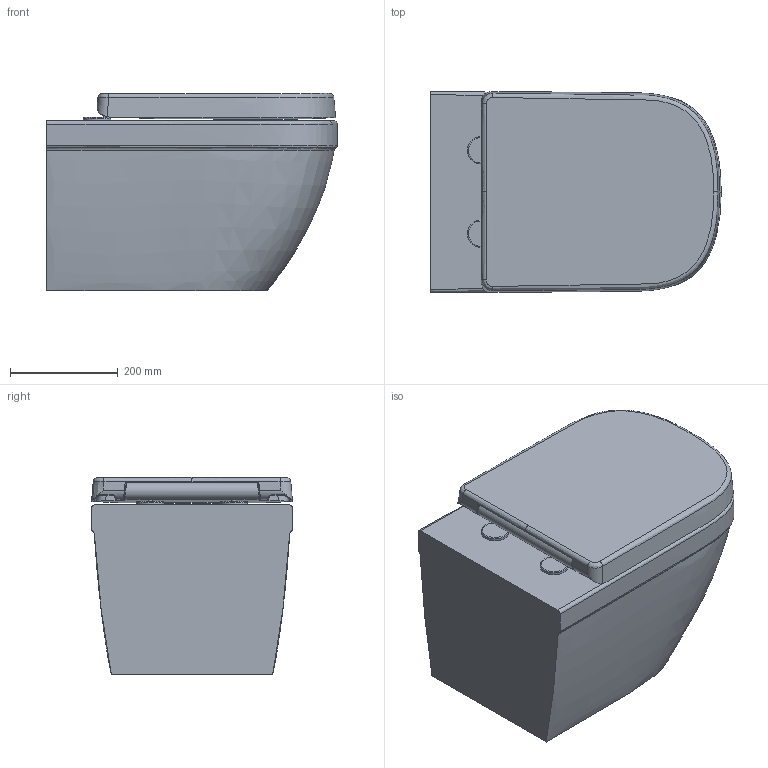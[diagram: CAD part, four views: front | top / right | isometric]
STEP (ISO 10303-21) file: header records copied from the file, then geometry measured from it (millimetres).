
FILE_DESCRIPTION(/* description */ ('Unknown'),/* implementation_level */ '2;1');
FILE_NAME(/* name */ '39554000',/* time_stamp */ '2022-08-26T12:04:05+02:00',/* author */ ('Unknown'),/* organization */ ('GROHE AG'),/* preprocessor_version */ 'ST-DEVELOPER v16.7',/* originating_system */ 'DEX',/* authorisation */ $);
FILE_SCHEMA (('AUTOMOTIVE_DESIGN {1 0 10303 214 3 1 1}'));
Products named in the file (4): 39554000; 39554000_0; 39554000_1
Assembly tree (3 placements, depth 2):
  39554000
    39554000
    39554000_0
    39554000_1
Bounding box: 540.01 x 373.68 x 366.69 mm (x, y, z)
Volume: 44320110.8 mm3; surface area: 1553830.1 mm2
Topology: 3 solids, 3 shells, 403 faces, 1059 edges, 673 vertices
Faces by surface type: bspline 179, cylinder 147, plane 75, torus 2
Full cylindrical faces by diameter (mm): 6 x2, 8 x2, 8.3 x2, 50.9 x2
Entity records: 42007 total; most frequent: CARTESIAN_POINT 33854, ORIENTED_EDGE 2078, EDGE_CURVE 1039, DIRECTION 1036, VERTEX_POINT 667, B_SPLINE_CURVE_WITH_KNOTS 630, EDGE_LOOP 430, FACE_BOUND 430
